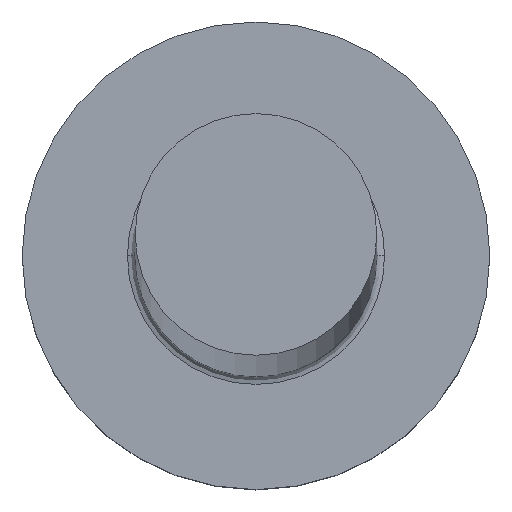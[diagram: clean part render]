
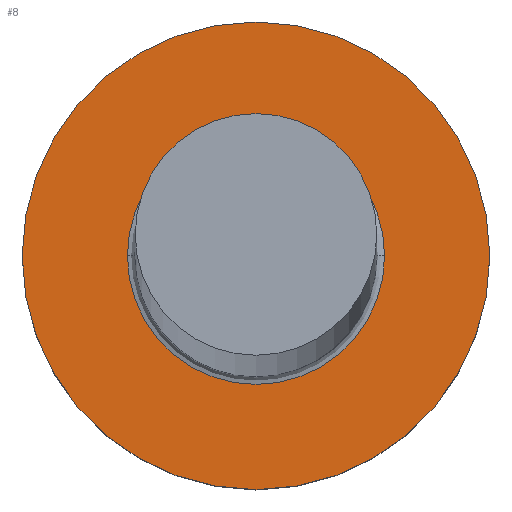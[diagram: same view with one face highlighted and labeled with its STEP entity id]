
A CAD part, top view. The second image highlights one B-rep face of the part: STEP entity #8.
In plain terms, the highlighted planar face has unit normal (0, 0, 1).
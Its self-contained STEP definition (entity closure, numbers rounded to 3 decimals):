
#1 = CIRCLE ( 'NONE', #194, 3.3 ) ;
#4 = DIRECTION ( 'NONE',  ( 1., 0., 0. ) ) ;
#7 = CARTESIAN_POINT ( 'NONE',  ( 0., 0., 5. ) ) ;
#8 = ADVANCED_FACE ( 'NONE', ( #150, #148 ), #52, .T. ) ;
#29 = EDGE_CURVE ( 'NONE', #302, #46, #275, .T. ) ;
#32 = DIRECTION ( 'NONE',  ( 1., 0., 0. ) ) ;
#42 = DIRECTION ( 'NONE',  ( 1., 0., 0. ) ) ;
#44 = AXIS2_PLACEMENT_3D ( 'NONE', #7, #269, #144 ) ;
#46 = VERTEX_POINT ( 'NONE', #220 ) ;
#48 = EDGE_CURVE ( 'NONE', #165, #282, #1, .T. ) ;
#51 = AXIS2_PLACEMENT_3D ( 'NONE', #152, #231, #131 ) ;
#52 = PLANE ( 'NONE',  #44 ) ;
#101 = ORIENTED_EDGE ( 'NONE', *, *, #284, .T. ) ;
#119 = CARTESIAN_POINT ( 'NONE',  ( 0., 0., 5. ) ) ;
#120 = DIRECTION ( 'NONE',  ( 0., 0., -1. ) ) ;
#129 = EDGE_CURVE ( 'NONE', #46, #302, #277, .T. ) ;
#131 = DIRECTION ( 'NONE',  ( 1., 0., 0. ) ) ;
#138 = AXIS2_PLACEMENT_3D ( 'NONE', #119, #246, #32 ) ;
#140 = EDGE_LOOP ( 'NONE', ( #236, #234 ) ) ;
#143 = ORIENTED_EDGE ( 'NONE', *, *, #48, .T. ) ;
#144 = DIRECTION ( 'NONE',  ( 1., 0., 0. ) ) ;
#145 = CIRCLE ( 'NONE', #305, 3.3 ) ;
#148 = FACE_OUTER_BOUND ( 'NONE', #140, .T. ) ;
#150 = FACE_BOUND ( 'NONE', #300, .T. ) ;
#152 = CARTESIAN_POINT ( 'NONE',  ( 0., 0., 5. ) ) ;
#164 = CARTESIAN_POINT ( 'NONE',  ( 0., 0., 5. ) ) ;
#165 = VERTEX_POINT ( 'NONE', #297 ) ;
#194 = AXIS2_PLACEMENT_3D ( 'NONE', #287, #120, #4 ) ;
#209 = CARTESIAN_POINT ( 'NONE',  ( 3.3, 0., 5. ) ) ;
#220 = CARTESIAN_POINT ( 'NONE',  ( -6., 0., 5. ) ) ;
#231 = DIRECTION ( 'NONE',  ( 0., 0., 1. ) ) ;
#234 = ORIENTED_EDGE ( 'NONE', *, *, #29, .T. ) ;
#236 = ORIENTED_EDGE ( 'NONE', *, *, #129, .T. ) ;
#246 = DIRECTION ( 'NONE',  ( 0., 0., 1. ) ) ;
#261 = DIRECTION ( 'NONE',  ( 0., 0., -1. ) ) ;
#269 = DIRECTION ( 'NONE',  ( 0., 0., 1. ) ) ;
#275 = CIRCLE ( 'NONE', #138, 6. ) ;
#277 = CIRCLE ( 'NONE', #51, 6. ) ;
#278 = CARTESIAN_POINT ( 'NONE',  ( 6., 0., 5. ) ) ;
#282 = VERTEX_POINT ( 'NONE', #209 ) ;
#284 = EDGE_CURVE ( 'NONE', #282, #165, #145, .T. ) ;
#287 = CARTESIAN_POINT ( 'NONE',  ( 0., 0., 5. ) ) ;
#297 = CARTESIAN_POINT ( 'NONE',  ( -3.3, 0., 5. ) ) ;
#300 = EDGE_LOOP ( 'NONE', ( #101, #143 ) ) ;
#302 = VERTEX_POINT ( 'NONE', #278 ) ;
#305 = AXIS2_PLACEMENT_3D ( 'NONE', #164, #261, #42 ) ;
